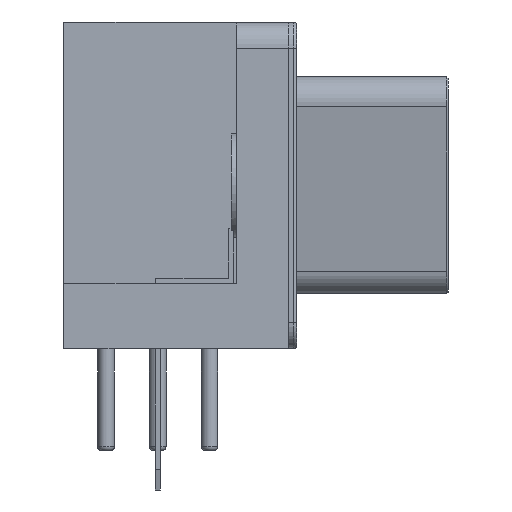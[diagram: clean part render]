
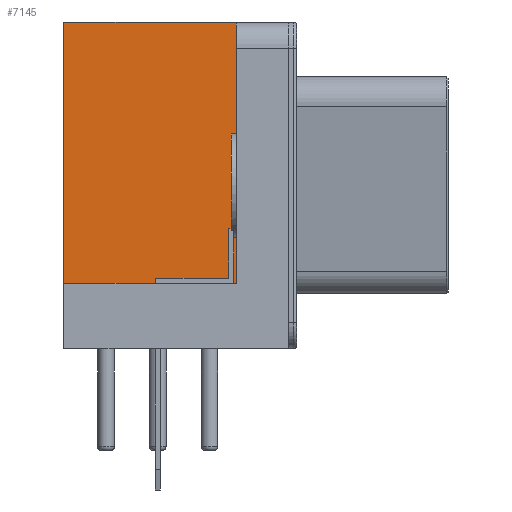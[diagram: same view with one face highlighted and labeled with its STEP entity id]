
A CAD part, left-side view. The second image highlights one B-rep face of the part: STEP entity #7145.
In plain terms, the highlighted planar face has unit normal (-1, 0, 0).
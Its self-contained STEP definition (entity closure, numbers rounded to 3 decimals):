
#5839 = VERTEX_POINT('',#5840);
#5840 = CARTESIAN_POINT('',(-5.703,1.61,12.5));
#5846 = EDGE_CURVE('',#5847,#5839,#5849,.T.);
#5847 = VERTEX_POINT('',#5848);
#5848 = CARTESIAN_POINT('',(-5.703,-4.99,12.5));
#5849 = LINE('',#5850,#5851);
#5850 = CARTESIAN_POINT('',(-5.703,-5.99,12.5));
#5851 = VECTOR('',#5852,1.);
#5852 = DIRECTION('',(0.,1.,0.));
#7068 = EDGE_CURVE('',#7069,#5839,#7071,.T.);
#7069 = VERTEX_POINT('',#7070);
#7070 = CARTESIAN_POINT('',(-5.703,1.61,2.5));
#7071 = LINE('',#7072,#7073);
#7072 = CARTESIAN_POINT('',(-5.703,1.61,4.375));
#7073 = VECTOR('',#7074,1.);
#7074 = DIRECTION('',(0.,0.,1.));
#7119 = VERTEX_POINT('',#7120);
#7120 = CARTESIAN_POINT('',(-5.703,-4.99,2.5));
#7126 = EDGE_CURVE('',#7119,#5847,#7127,.T.);
#7127 = LINE('',#7128,#7129);
#7128 = CARTESIAN_POINT('',(-5.703,-4.99,2.5));
#7129 = VECTOR('',#7130,1.);
#7130 = DIRECTION('',(0.,0.,1.));
#7145 = ADVANCED_FACE('',(#7146),#7157,.F.);
#7146 = FACE_BOUND('',#7147,.F.);
#7147 = EDGE_LOOP('',(#7148,#7149,#7155,#7156));
#7148 = ORIENTED_EDGE('',*,*,#7126,.F.);
#7149 = ORIENTED_EDGE('',*,*,#7150,.T.);
#7150 = EDGE_CURVE('',#7119,#7069,#7151,.T.);
#7151 = LINE('',#7152,#7153);
#7152 = CARTESIAN_POINT('',(-5.703,-4.99,2.5));
#7153 = VECTOR('',#7154,1.);
#7154 = DIRECTION('',(0.,1.,0.));
#7155 = ORIENTED_EDGE('',*,*,#7068,.T.);
#7156 = ORIENTED_EDGE('',*,*,#5846,.F.);
#7157 = PLANE('',#7158);
#7158 = AXIS2_PLACEMENT_3D('',#7159,#7160,#7161);
#7159 = CARTESIAN_POINT('',(-5.703,-4.99,2.5));
#7160 = DIRECTION('',(1.,0.,0.));
#7161 = DIRECTION('',(0.,0.,1.));
